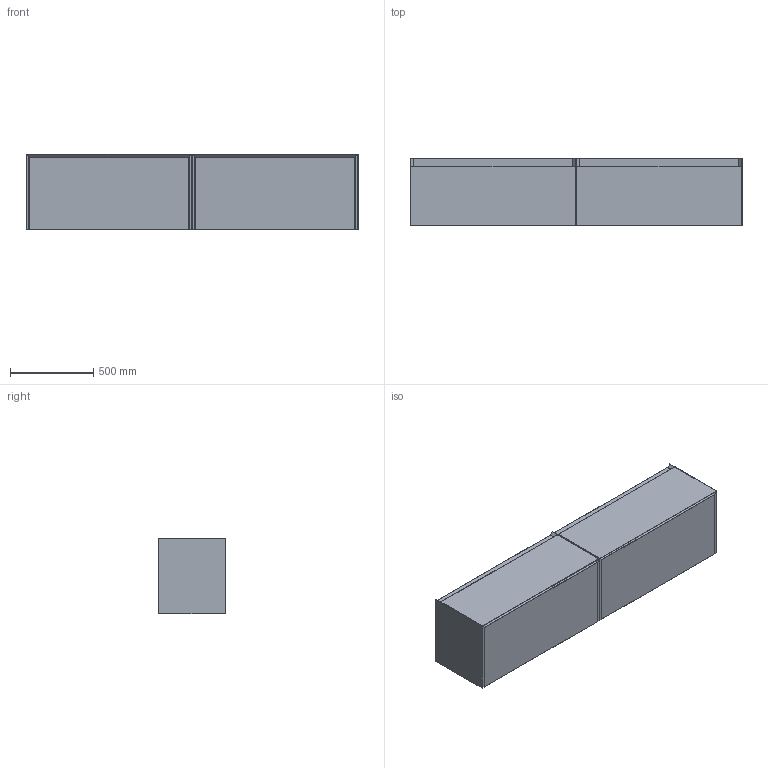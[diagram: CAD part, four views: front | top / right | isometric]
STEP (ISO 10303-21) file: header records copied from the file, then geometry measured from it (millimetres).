
FILE_DESCRIPTION (( 'STEP AP214' ), '1' );
FILE_NAME ('UNI200W2_STEP_v10424.STEP', '2024-04-08T11:52:46', ( '' ), ( '' ), 'SwSTEP 2.0', 'SolidWorks 2019', '' );
FILE_SCHEMA (( 'AUTOMOTIVE_DESIGN' ));
Length unit declared in the file: millimetre
Products named in the file (3): UNI200W2_STEP_v10424; Carcass_v10722_100 1D; Drawers_v10722_100 1 Drawer
Assembly tree (4 placements, depth 2):
  UNI200W2_STEP_v10424
    Carcass_v10722_100 1D  x2
    Drawers_v10722_100 1 Drawer  x2
Bounding box: 1990 x 400 x 455 mm (x, y, z)
Volume: 64465560.2 mm3; surface area: 7975820.8 mm2
Topology: 20 solids, 20 shells, 366 faces, 794 edges, 380 vertices
Faces by surface type: cylinder 148, plane 126, sphere 88, torus 4
Entity records: 4683 total; most frequent: DIRECTION 871, CARTESIAN_POINT 741, ORIENTED_EDGE 702, EDGE_CURVE 351, AXIS2_PLACEMENT_3D 334, LINE 203, VECTOR 203, VERTEX_POINT 188
